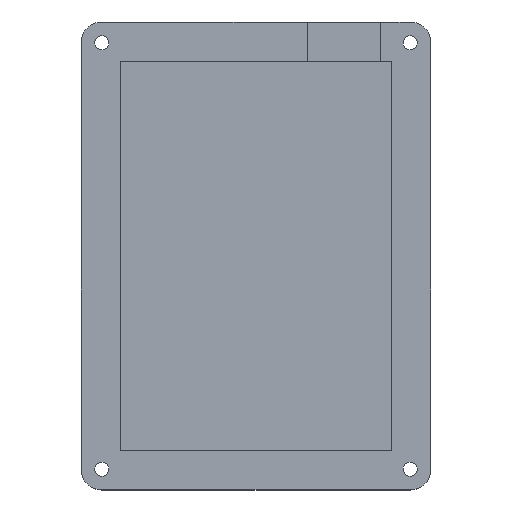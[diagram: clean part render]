
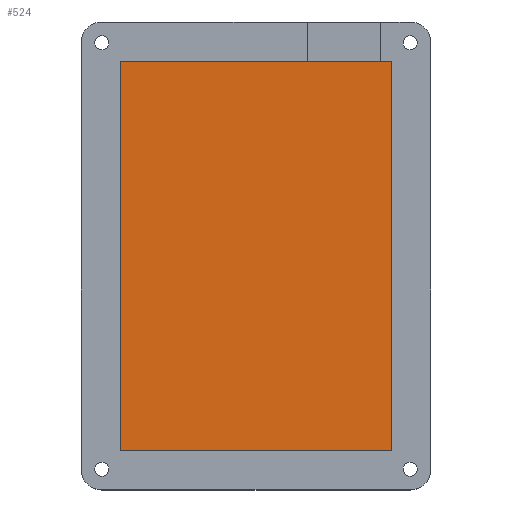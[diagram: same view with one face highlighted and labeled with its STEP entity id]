
A CAD part, top view. The second image highlights one B-rep face of the part: STEP entity #524.
In plain terms, the highlighted planar face has unit normal (0, 0, 1).
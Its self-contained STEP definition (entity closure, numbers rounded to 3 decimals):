
#74=FACE_OUTER_BOUND('',#112,.T.);
#112=EDGE_LOOP('',(#423,#424,#425,#426));
#167=LINE('',#868,#215);
#168=LINE('',#870,#216);
#169=LINE('',#872,#217);
#170=LINE('',#873,#218);
#215=VECTOR('',#701,10.);
#216=VECTOR('',#702,10.);
#217=VECTOR('',#703,10.);
#218=VECTOR('',#704,10.);
#267=VERTEX_POINT('',#866);
#268=VERTEX_POINT('',#867);
#269=VERTEX_POINT('',#869);
#270=VERTEX_POINT('',#871);
#327=EDGE_CURVE('',#267,#268,#167,.T.);
#328=EDGE_CURVE('',#269,#267,#168,.T.);
#329=EDGE_CURVE('',#270,#269,#169,.T.);
#330=EDGE_CURVE('',#268,#270,#170,.T.);
#423=ORIENTED_EDGE('',*,*,#327,.F.);
#424=ORIENTED_EDGE('',*,*,#328,.F.);
#425=ORIENTED_EDGE('',*,*,#329,.F.);
#426=ORIENTED_EDGE('',*,*,#330,.F.);
#502=PLANE('',#584);
#524=ADVANCED_FACE('',(#74),#502,.T.);
#584=AXIS2_PLACEMENT_3D('',#865,#699,#700);
#699=DIRECTION('center_axis',(0.,0.,1.));
#700=DIRECTION('ref_axis',(1.,0.,0.));
#701=DIRECTION('',(-1.,0.,0.));
#702=DIRECTION('',(0.,-1.,0.));
#703=DIRECTION('',(1.,0.,0.));
#704=DIRECTION('',(0.,1.,0.));
#865=CARTESIAN_POINT('Origin',(32.82,47.125,3.));
#866=CARTESIAN_POINT('',(65.64,0.,3.));
#867=CARTESIAN_POINT('',(0.,0.,3.));
#868=CARTESIAN_POINT('',(49.23,0.,3.));
#869=CARTESIAN_POINT('',(65.64,94.25,3.));
#870=CARTESIAN_POINT('',(65.64,70.688,3.));
#871=CARTESIAN_POINT('',(0.,94.25,3.));
#872=CARTESIAN_POINT('',(16.41,94.25,3.));
#873=CARTESIAN_POINT('',(0.,23.563,3.));
